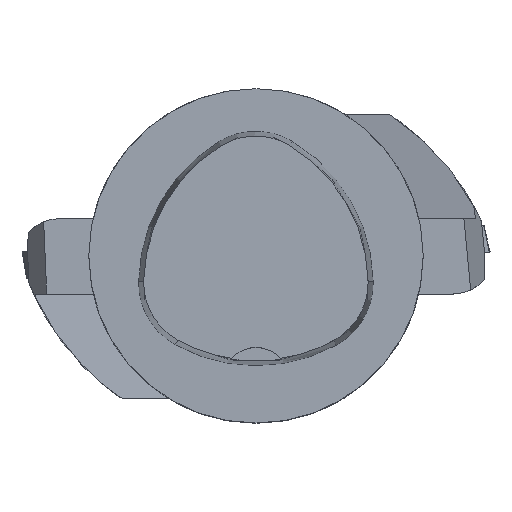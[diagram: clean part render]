
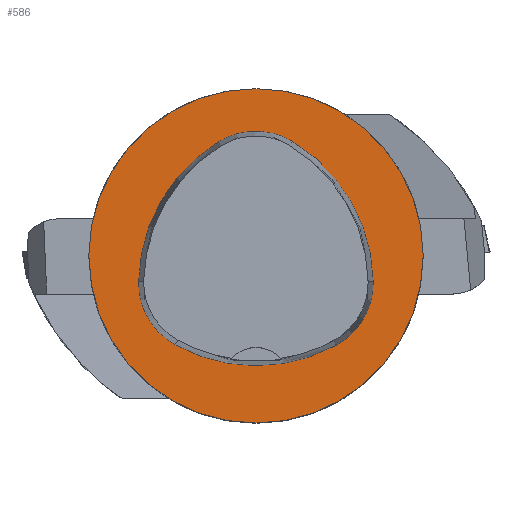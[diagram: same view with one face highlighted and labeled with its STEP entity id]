
A CAD part, top view. The second image highlights one B-rep face of the part: STEP entity #586.
In plain terms, the highlighted planar face has unit normal (0, 0, 1).
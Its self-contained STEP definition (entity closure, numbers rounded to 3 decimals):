
#302=FACE_BOUND('',#999,.T.);
#303=FACE_BOUND('',#1000,.T.);
#408=PLANE('',#4024);
#586=ADVANCED_FACE('',(#302,#303),#408,.T.);
#999=EDGE_LOOP('',(#2452,#2453,#2454,#2455,#2456,#2457));
#1000=EDGE_LOOP('',(#2458));
#2452=ORIENTED_EDGE('',*,*,#3447,.T.);
#2453=ORIENTED_EDGE('',*,*,#3427,.T.);
#2454=ORIENTED_EDGE('',*,*,#3431,.T.);
#2455=ORIENTED_EDGE('',*,*,#3434,.T.);
#2456=ORIENTED_EDGE('',*,*,#3437,.T.);
#2457=ORIENTED_EDGE('',*,*,#3445,.T.);
#2458=ORIENTED_EDGE('',*,*,#3450,.F.);
#2999=VERTEX_POINT('',#6050);
#3000=VERTEX_POINT('',#6051);
#3003=VERTEX_POINT('',#6059);
#3005=VERTEX_POINT('',#6065);
#3007=VERTEX_POINT('',#6071);
#3014=VERTEX_POINT('',#6092);
#3015=VERTEX_POINT('',#6102);
#3427=EDGE_CURVE('',#2999,#3000,#3649,.T.);
#3431=EDGE_CURVE('',#3000,#3003,#3651,.T.);
#3434=EDGE_CURVE('',#3003,#3005,#3653,.T.);
#3437=EDGE_CURVE('',#3005,#3007,#3655,.T.);
#3445=EDGE_CURVE('',#3007,#3014,#3659,.T.);
#3447=EDGE_CURVE('',#3014,#2999,#3661,.T.);
#3450=EDGE_CURVE('',#3015,#3015,#3664,.T.);
#3649=CIRCLE('',#4001,20.);
#3651=CIRCLE('',#4004,8.5);
#3653=CIRCLE('',#4007,20.);
#3655=CIRCLE('',#4010,8.5);
#3659=CIRCLE('',#4015,20.);
#3661=CIRCLE('',#4018,8.5);
#3664=CIRCLE('',#4023,20.);
#4001=AXIS2_PLACEMENT_3D('',#6049,#4702,#4703);
#4004=AXIS2_PLACEMENT_3D('',#6058,#4710,#4711);
#4007=AXIS2_PLACEMENT_3D('',#6064,#4717,#4718);
#4010=AXIS2_PLACEMENT_3D('',#6070,#4724,#4725);
#4015=AXIS2_PLACEMENT_3D('',#6093,#4736,#4737);
#4018=AXIS2_PLACEMENT_3D('',#6096,#4742,#4743);
#4023=AXIS2_PLACEMENT_3D('',#6101,#4752,#4753);
#4024=AXIS2_PLACEMENT_3D('',#6103,#4754,#4755);
#4702=DIRECTION('',(0.,0.,-1.));
#4703=DIRECTION('',(-1.,0.,0.));
#4710=DIRECTION('',(0.,0.,-1.));
#4711=DIRECTION('',(-1.,0.,0.));
#4717=DIRECTION('',(0.,0.,-1.));
#4718=DIRECTION('',(-1.,0.,0.));
#4724=DIRECTION('',(0.,0.,-1.));
#4725=DIRECTION('',(-1.,0.,0.));
#4736=DIRECTION('',(0.,0.,-1.));
#4737=DIRECTION('',(-1.,0.,0.));
#4742=DIRECTION('',(0.,0.,-1.));
#4743=DIRECTION('',(-1.,0.,0.));
#4752=DIRECTION('',(0.,0.,-1.));
#4753=DIRECTION('',(-1.,0.,0.));
#4754=DIRECTION('',(0.,0.,1.));
#4755=DIRECTION('',(1.,0.,0.));
#6049=CARTESIAN_POINT('',(5.955,-3.414,0.));
#6050=CARTESIAN_POINT('',(-14.041,-3.042,0.));
#6051=CARTESIAN_POINT('',(-4.472,13.653,0.));
#6058=CARTESIAN_POINT('',(-0.04,6.4,0.));
#6059=CARTESIAN_POINT('',(4.347,13.68,0.));
#6064=CARTESIAN_POINT('',(-5.976,-3.45,0.));
#6065=CARTESIAN_POINT('',(14.021,-3.075,0.));
#6070=CARTESIAN_POINT('',(5.522,-3.235,0.));
#6071=CARTESIAN_POINT('',(9.588,-10.699,0.));
#6092=CARTESIAN_POINT('',(-9.655,-10.639,0.));
#6093=CARTESIAN_POINT('',(0.022,6.864,0.));
#6096=CARTESIAN_POINT('',(-5.543,-3.2,0.));
#6101=CARTESIAN_POINT('',(0.,0.,0.));
#6102=CARTESIAN_POINT('',(-20.,0.,0.));
#6103=CARTESIAN_POINT('',(0.,0.,0.));
